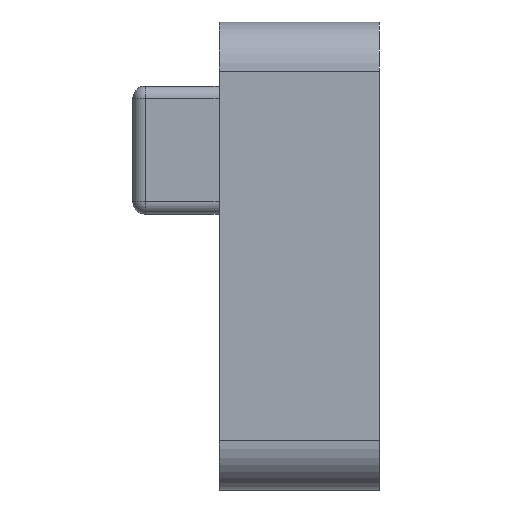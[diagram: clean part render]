
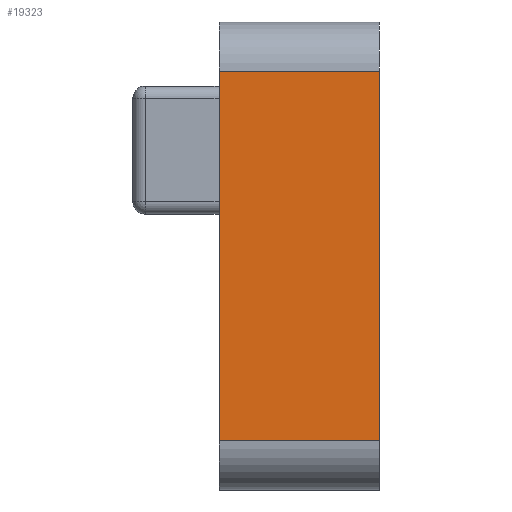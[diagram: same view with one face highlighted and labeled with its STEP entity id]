
A CAD part, front view. The second image highlights one B-rep face of the part: STEP entity #19323.
In plain terms, the highlighted planar face has unit normal (0, -1, 0).
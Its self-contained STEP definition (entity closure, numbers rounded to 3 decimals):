
#502 = VERTEX_POINT ( 'NONE', #18735 ) ;
#807 = DIRECTION ( 'NONE',  ( 0., 1., 0. ) ) ;
#1206 = CARTESIAN_POINT ( 'NONE',  ( 3.25, -17., -7.5 ) ) ;
#2110 = DIRECTION ( 'NONE',  ( 0., 0., -1. ) ) ;
#3713 = EDGE_LOOP ( 'NONE', ( #18614, #10713, #17021, #7939 ) ) ;
#3915 = VERTEX_POINT ( 'NONE', #10814 ) ;
#4943 = LINE ( 'NONE', #17260, #15958 ) ;
#5283 = EDGE_CURVE ( 'NONE', #3915, #5665, #11122, .T. ) ;
#5665 = VERTEX_POINT ( 'NONE', #19163 ) ;
#7516 = VECTOR ( 'NONE', #14659, 1000. ) ;
#7939 = ORIENTED_EDGE ( 'NONE', *, *, #20755, .T. ) ;
#7976 = DIRECTION ( 'NONE',  ( -1., 0., 0. ) ) ;
#8252 = CARTESIAN_POINT ( 'NONE',  ( 3.25, -17., 9.5 ) ) ;
#9088 = CARTESIAN_POINT ( 'NONE',  ( 3.25, -17., 7.5 ) ) ;
#9303 = AXIS2_PLACEMENT_3D ( 'NONE', #15137, #807, #19695 ) ;
#9861 = VECTOR ( 'NONE', #13999, 1000. ) ;
#10713 = ORIENTED_EDGE ( 'NONE', *, *, #5283, .T. ) ;
#10814 = CARTESIAN_POINT ( 'NONE',  ( -3.25, -17., -7.5 ) ) ;
#11122 = LINE ( 'NONE', #1206, #9861 ) ;
#11607 = PLANE ( 'NONE',  #9303 ) ;
#11705 = EDGE_CURVE ( 'NONE', #16333, #3915, #4943, .T. ) ;
#13999 = DIRECTION ( 'NONE',  ( 1., 0., 0. ) ) ;
#14421 = CARTESIAN_POINT ( 'NONE',  ( -3.25, -17., 7.5 ) ) ;
#14659 = DIRECTION ( 'NONE',  ( 0., 0., -1. ) ) ;
#15137 = CARTESIAN_POINT ( 'NONE',  ( 3.25, -17., 9.5 ) ) ;
#15286 = FACE_OUTER_BOUND ( 'NONE', #3713, .T. ) ;
#15958 = VECTOR ( 'NONE', #2110, 1000. ) ;
#15996 = VECTOR ( 'NONE', #7976, 1000. ) ;
#16333 = VERTEX_POINT ( 'NONE', #14421 ) ;
#17021 = ORIENTED_EDGE ( 'NONE', *, *, #20448, .F. ) ;
#17260 = CARTESIAN_POINT ( 'NONE',  ( -3.25, -17., 9.5 ) ) ;
#18258 = LINE ( 'NONE', #8252, #7516 ) ;
#18501 = LINE ( 'NONE', #9088, #15996 ) ;
#18614 = ORIENTED_EDGE ( 'NONE', *, *, #11705, .T. ) ;
#18735 = CARTESIAN_POINT ( 'NONE',  ( 3.25, -17., 7.5 ) ) ;
#19163 = CARTESIAN_POINT ( 'NONE',  ( 3.25, -17., -7.5 ) ) ;
#19323 = ADVANCED_FACE ( 'NONE', ( #15286 ), #11607, .F. ) ;
#19695 = DIRECTION ( 'NONE',  ( 0., 0., 1. ) ) ;
#20448 = EDGE_CURVE ( 'NONE', #502, #5665, #18258, .T. ) ;
#20755 = EDGE_CURVE ( 'NONE', #502, #16333, #18501, .T. ) ;
